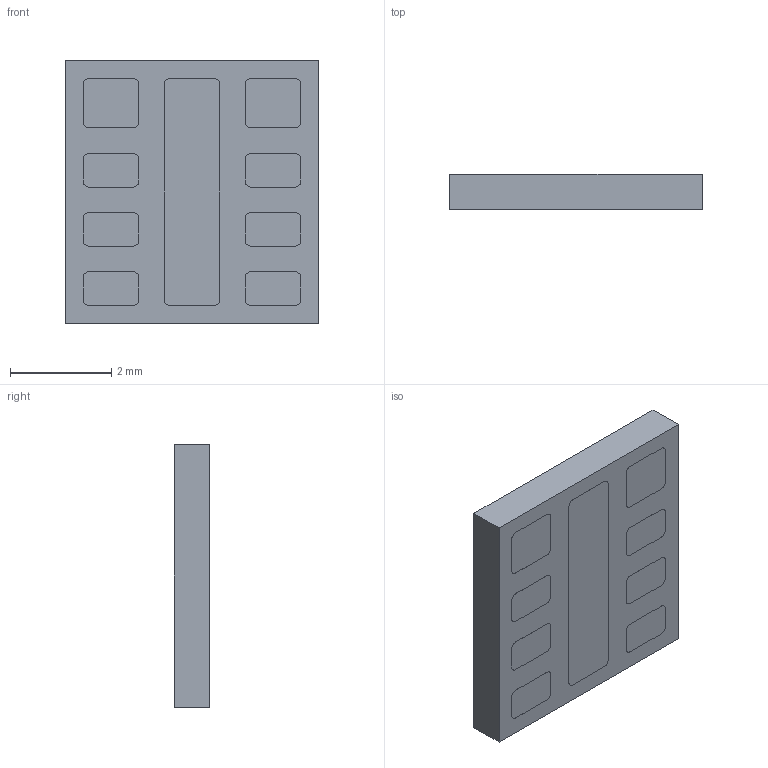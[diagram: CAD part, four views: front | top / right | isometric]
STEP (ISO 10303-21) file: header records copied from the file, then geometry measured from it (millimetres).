
FILE_DESCRIPTION (( 'STEP AP214' ), '1' );
FILE_NAME ('L1MC-RGB3080500MP0.STEP', '2022-05-14T06:59:49', ( '' ), ( '' ), 'SwSTEP 2.0', 'SolidWorks 2018', '' );
FILE_SCHEMA (( 'AUTOMOTIVE_DESIGN' ));
Length unit declared in the file: millimetre
Products named in the file (1): L1MC-RGB3080500MP0
Bounding box: 5 x 0.7 x 5.18 mm (x, y, z)
Volume: 10.7 mm3; surface area: 73.4 mm2
Topology: 1 solids, 1 shells, 107 faces, 282 edges, 188 vertices
Faces by surface type: plane 63, cylinder 36, cone 8
Entity records: 4535 total; most frequent: DIRECTION 586, CARTESIAN_POINT 578, ORIENTED_EDGE 564, EDGE_CURVE 282, AXIS2_PLACEMENT_3D 196, LINE 194, VECTOR 194, VERTEX_POINT 188
